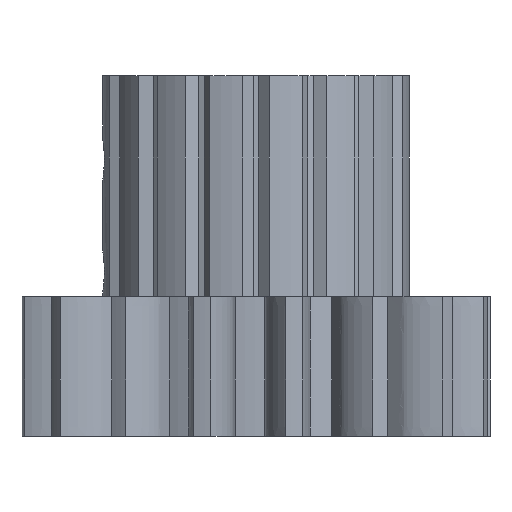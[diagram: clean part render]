
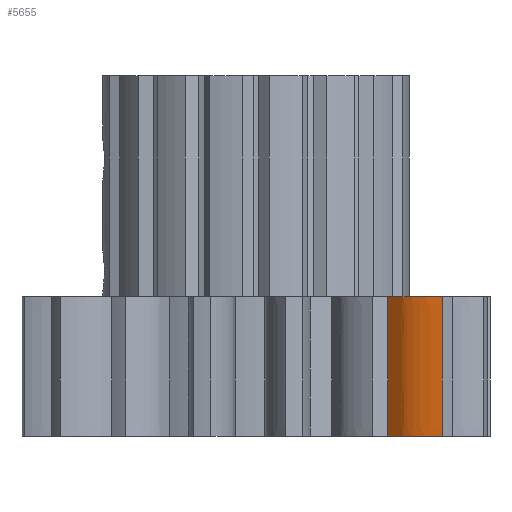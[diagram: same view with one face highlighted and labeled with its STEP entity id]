
A CAD part, front view. The second image highlights one B-rep face of the part: STEP entity #5655.
In plain terms, the highlighted face is a extrusion surface.
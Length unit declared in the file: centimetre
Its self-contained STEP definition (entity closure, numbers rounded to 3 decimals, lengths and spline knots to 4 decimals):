
#3670=CARTESIAN_POINT('',(1.334,-1.0336,-0.5));
#3671=VERTEX_POINT('',#3670);
#3679=CARTESIAN_POINT('',(0.9385,-0.8491,-0.5));
#3680=VERTEX_POINT('',#3679);
#3681=CARTESIAN_POINT('',(1.334,-1.0336,-0.5));
#3682=CARTESIAN_POINT('',(1.3308,-1.0334,-0.5));
#3683=CARTESIAN_POINT('',(1.3236,-1.0331,-0.5));
#3684=CARTESIAN_POINT('',(1.2774,-1.028,-0.5));
#3685=CARTESIAN_POINT('',(1.2441,-1.0224,-0.5));
#3686=CARTESIAN_POINT('',(1.2069,-1.0146,-0.5));
#3687=CARTESIAN_POINT('',(1.1748,-1.006,-0.5));
#3688=CARTESIAN_POINT('',(1.1462,-0.9969,-0.5));
#3689=CARTESIAN_POINT('',(1.1214,-0.9876,-0.5));
#3690=CARTESIAN_POINT('',(1.1004,-0.9785,-0.5));
#3691=CARTESIAN_POINT('',(1.083,-0.9699,-0.5));
#3692=CARTESIAN_POINT('',(1.0692,-0.9622,-0.5));
#3693=CARTESIAN_POINT('',(1.0587,-0.9556,-0.5));
#3694=CARTESIAN_POINT('',(1.0517,-0.9508,-0.5));
#3695=CARTESIAN_POINT('',(1.0443,-0.945,-0.5));
#3696=CARTESIAN_POINT('',(1.0466,-0.9464,-0.5));
#3697=CARTESIAN_POINT('',(0.9798,-0.8863,-0.5));
#3698=CARTESIAN_POINT('',(0.9385,-0.8491,-0.5));
#3699=B_SPLINE_CURVE_WITH_KNOTS('',3,(#3681,#3682,#3683,#3684,#3685,#3686,#3687,#3688,#3689,#3690,#3691,#3692,#3693,#3694,#3695,#3696,#3697,#3698),.UNSPECIFIED.,.F.,.F.,(4,1,1,1,1,1,1,1,1,1,1,1,1,1,1,4),(0.,0.0553,0.1268,0.2133,0.296,0.3746,0.4489,0.5187,0.5837,0.6434,0.6973,0.7447,0.7845,0.8144,0.8852,1.),.UNSPECIFIED.);
#3700=EDGE_CURVE('',#3671,#3680,#3699,.T.);
#5580=CARTESIAN_POINT('',(1.334,-1.0336,0.5));
#5581=VERTEX_POINT('',#5580);
#5589=CARTESIAN_POINT('',(1.334,-1.0336,-12345.5));
#5590=DIRECTION('',(0.,0.,1.));
#5591=VECTOR('',#5590,24690.);
#5592=LINE('',#5589,#5591);
#5593=EDGE_CURVE('',#3671,#5581,#5592,.T.);
#5600=CARTESIAN_POINT('',(0.9385,-0.8491,-0.5));
#5601=CARTESIAN_POINT('',(0.9798,-0.8863,-0.5));
#5602=CARTESIAN_POINT('',(1.0466,-0.9464,-0.5));
#5603=CARTESIAN_POINT('',(1.0443,-0.945,-0.5));
#5604=CARTESIAN_POINT('',(1.0517,-0.9508,-0.5));
#5605=CARTESIAN_POINT('',(1.0587,-0.9556,-0.5));
#5606=CARTESIAN_POINT('',(1.0692,-0.9622,-0.5));
#5607=CARTESIAN_POINT('',(1.083,-0.9699,-0.5));
#5608=CARTESIAN_POINT('',(1.1004,-0.9785,-0.5));
#5609=CARTESIAN_POINT('',(1.1214,-0.9876,-0.5));
#5610=CARTESIAN_POINT('',(1.1462,-0.9969,-0.5));
#5611=CARTESIAN_POINT('',(1.1748,-1.006,-0.5));
#5612=CARTESIAN_POINT('',(1.2069,-1.0146,-0.5));
#5613=CARTESIAN_POINT('',(1.2441,-1.0224,-0.5));
#5614=CARTESIAN_POINT('',(1.2774,-1.028,-0.5));
#5615=CARTESIAN_POINT('',(1.3236,-1.0331,-0.5));
#5616=CARTESIAN_POINT('',(1.3308,-1.0334,-0.5));
#5617=CARTESIAN_POINT('',(1.334,-1.0336,-0.5));
#5618=B_SPLINE_CURVE_WITH_KNOTS('',3,(#5600,#5601,#5602,#5603,#5604,#5605,#5606,#5607,#5608,#5609,#5610,#5611,#5612,#5613,#5614,#5615,#5616,#5617),.UNSPECIFIED.,.F.,.F.,(4,1,1,1,1,1,1,1,1,1,1,1,1,1,1,4),(-1.,-0.8852,-0.8144,-0.7845,-0.7447,-0.6973,-0.6434,-0.5837,-0.5187,-0.4489,-0.3746,-0.296,-0.2133,-0.1268,-0.0553,0.),.UNSPECIFIED.);
#5619=DIRECTION('',(0.,0.,1.));
#5620=VECTOR('',#5619,1.);
#5621=SURFACE_OF_LINEAR_EXTRUSION('',#5618,#5620);
#5622=CARTESIAN_POINT('',(0.9385,-0.8491,0.5));
#5623=VERTEX_POINT('',#5622);
#5624=CARTESIAN_POINT('',(1.334,-1.0336,0.5));
#5625=CARTESIAN_POINT('',(1.3308,-1.0334,0.5));
#5626=CARTESIAN_POINT('',(1.3236,-1.0331,0.5));
#5627=CARTESIAN_POINT('',(1.2774,-1.028,0.5));
#5628=CARTESIAN_POINT('',(1.2441,-1.0224,0.5));
#5629=CARTESIAN_POINT('',(1.2069,-1.0146,0.5));
#5630=CARTESIAN_POINT('',(1.1748,-1.006,0.5));
#5631=CARTESIAN_POINT('',(1.1462,-0.9969,0.5));
#5632=CARTESIAN_POINT('',(1.1214,-0.9876,0.5));
#5633=CARTESIAN_POINT('',(1.1004,-0.9785,0.5));
#5634=CARTESIAN_POINT('',(1.083,-0.9699,0.5));
#5635=CARTESIAN_POINT('',(1.0692,-0.9622,0.5));
#5636=CARTESIAN_POINT('',(1.0587,-0.9556,0.5));
#5637=CARTESIAN_POINT('',(1.0517,-0.9508,0.5));
#5638=CARTESIAN_POINT('',(1.0443,-0.945,0.5));
#5639=CARTESIAN_POINT('',(1.0466,-0.9464,0.5));
#5640=CARTESIAN_POINT('',(0.9798,-0.8863,0.5));
#5641=CARTESIAN_POINT('',(0.9385,-0.8491,0.5));
#5642=B_SPLINE_CURVE_WITH_KNOTS('',3,(#5624,#5625,#5626,#5627,#5628,#5629,#5630,#5631,#5632,#5633,#5634,#5635,#5636,#5637,#5638,#5639,#5640,#5641),.UNSPECIFIED.,.F.,.F.,(4,1,1,1,1,1,1,1,1,1,1,1,1,1,1,4),(0.,0.0553,0.1268,0.2133,0.296,0.3746,0.4489,0.5187,0.5837,0.6434,0.6973,0.7447,0.7845,0.8144,0.8852,1.),.UNSPECIFIED.);
#5643=EDGE_CURVE('',#5581,#5623,#5642,.T.);
#5644=ORIENTED_EDGE('',*,*,#5643,.T.);
#5645=CARTESIAN_POINT('',(0.9385,-0.8491,-12345.5));
#5646=DIRECTION('',(0.,0.,1.));
#5647=VECTOR('',#5646,24690.);
#5648=LINE('',#5645,#5647);
#5649=EDGE_CURVE('',#3680,#5623,#5648,.T.);
#5650=ORIENTED_EDGE('',*,*,#5649,.F.);
#5651=ORIENTED_EDGE('',*,*,#3700,.F.);
#5652=ORIENTED_EDGE('',*,*,#5593,.T.);
#5653=EDGE_LOOP('',(#5644,#5650,#5651,#5652));
#5654=FACE_BOUND('',#5653,.T.);
#5655=ADVANCED_FACE('',(#5654),#5621,.T.);
